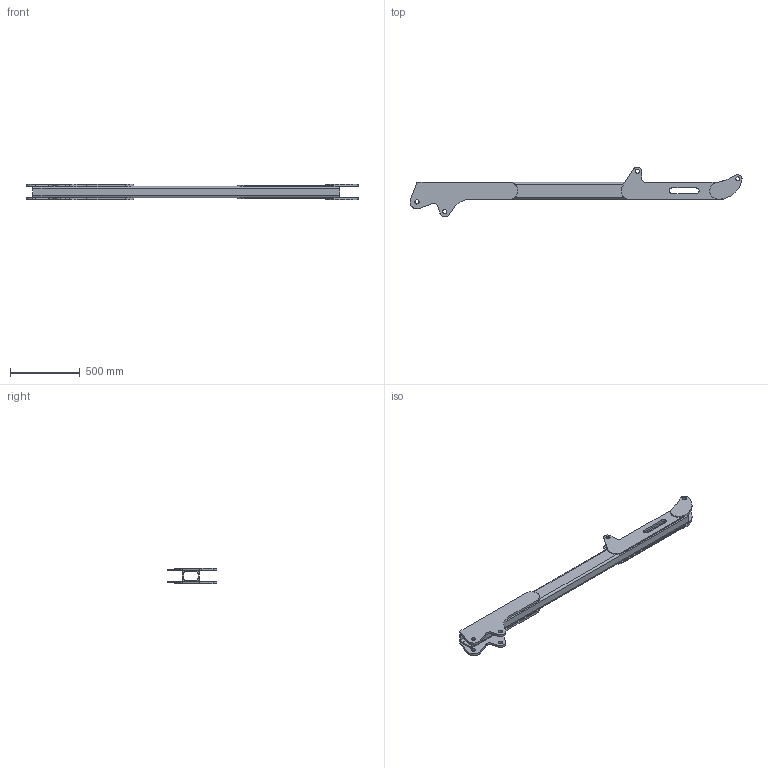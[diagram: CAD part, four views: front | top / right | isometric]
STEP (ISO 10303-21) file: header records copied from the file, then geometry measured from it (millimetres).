
FILE_DESCRIPTION (( 'STEP AP214' ), '1' );
FILE_NAME ('RealBoom.STEP', '2026-01-02T18:29:42', ( '' ), ( '' ), 'SwSTEP 2.0', 'SolidWorks 2024', '' );
FILE_SCHEMA (( 'AUTOMOTIVE_DESIGN' ));
Length unit declared in the file: millimetre
Products named in the file (1): RealBoom
Bounding box: 2380 x 357.48 x 112 mm (x, y, z)
Volume: 11922447 mm3; surface area: 1969797.6 mm2
Topology: 1 solids, 1 shells, 110 faces, 316 edges, 208 vertices
Faces by surface type: cylinder 62, plane 48
Entity records: 3715 total; most frequent: DIRECTION 670, CARTESIAN_POINT 635, ORIENTED_EDGE 632, EDGE_CURVE 316, AXIS2_PLACEMENT_3D 243, VERTEX_POINT 208, VECTOR 184, LINE 184
